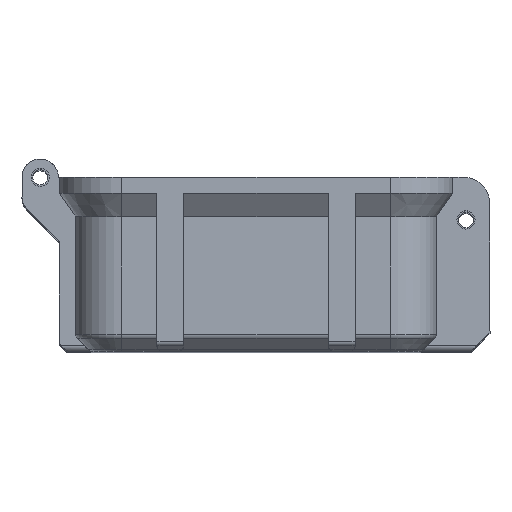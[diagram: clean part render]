
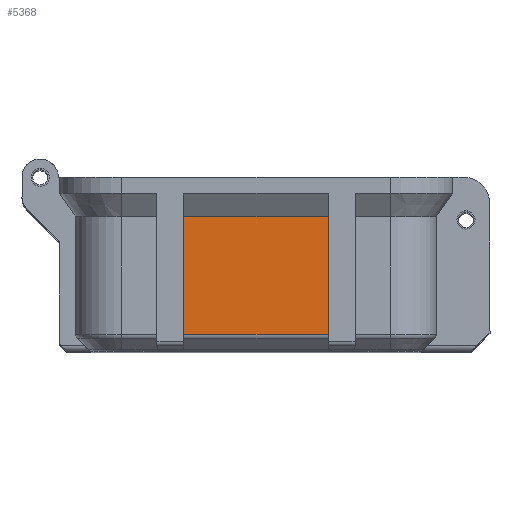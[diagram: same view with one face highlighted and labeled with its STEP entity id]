
A CAD part, top view. The second image highlights one B-rep face of the part: STEP entity #5368.
In plain terms, the highlighted planar face has unit normal (0, 0, 1).
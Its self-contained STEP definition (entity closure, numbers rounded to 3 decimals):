
#376=PLANE('',#5878);
#611=FACE_OUTER_BOUND('',#896,.T.);
#896=EDGE_LOOP('',(#4433,#4434,#4435,#4436));
#1142=LINE('',#8117,#1662);
#1365=LINE('',#8796,#1885);
#1367=LINE('',#8800,#1887);
#1368=LINE('',#8801,#1888);
#1662=VECTOR('',#6458,10.);
#1885=VECTOR('',#7131,10.);
#1887=VECTOR('',#7135,10.);
#1888=VECTOR('',#7136,10.);
#2397=VERTEX_POINT('',#8114);
#2398=VERTEX_POINT('',#8116);
#2629=VERTEX_POINT('',#8795);
#2630=VERTEX_POINT('',#8799);
#2947=EDGE_CURVE('',#2397,#2398,#1142,.T.);
#3287=EDGE_CURVE('',#2629,#2398,#1365,.T.);
#3289=EDGE_CURVE('',#2397,#2630,#1367,.T.);
#3290=EDGE_CURVE('',#2630,#2629,#1368,.T.);
#4433=ORIENTED_EDGE('',*,*,#3289,.T.);
#4434=ORIENTED_EDGE('',*,*,#3290,.T.);
#4435=ORIENTED_EDGE('',*,*,#3287,.T.);
#4436=ORIENTED_EDGE('',*,*,#2947,.F.);
#5368=ADVANCED_FACE('',(#611),#376,.T.);
#5878=AXIS2_PLACEMENT_3D('',#8798,#7133,#7134);
#6458=DIRECTION('',(-1.,0.,0.));
#7131=DIRECTION('',(0.,-1.,0.));
#7133=DIRECTION('center_axis',(0.,0.,1.));
#7134=DIRECTION('ref_axis',(0.,1.,0.));
#7135=DIRECTION('',(0.,1.,0.));
#7136=DIRECTION('',(-1.,0.,0.));
#8114=CARTESIAN_POINT('',(13.543,-12.483,94.2));
#8116=CARTESIAN_POINT('',(-13.543,-12.483,94.2));
#8117=CARTESIAN_POINT('',(25.143,-12.483,94.2));
#8795=CARTESIAN_POINT('',(-13.543,9.6,94.2));
#8796=CARTESIAN_POINT('',(-13.543,-10.749,94.2));
#8798=CARTESIAN_POINT('Origin',(25.143,2.703,94.2));
#8799=CARTESIAN_POINT('',(13.543,9.6,94.2));
#8800=CARTESIAN_POINT('',(13.543,4.851,94.2));
#8801=CARTESIAN_POINT('',(25.143,9.6,94.2));
